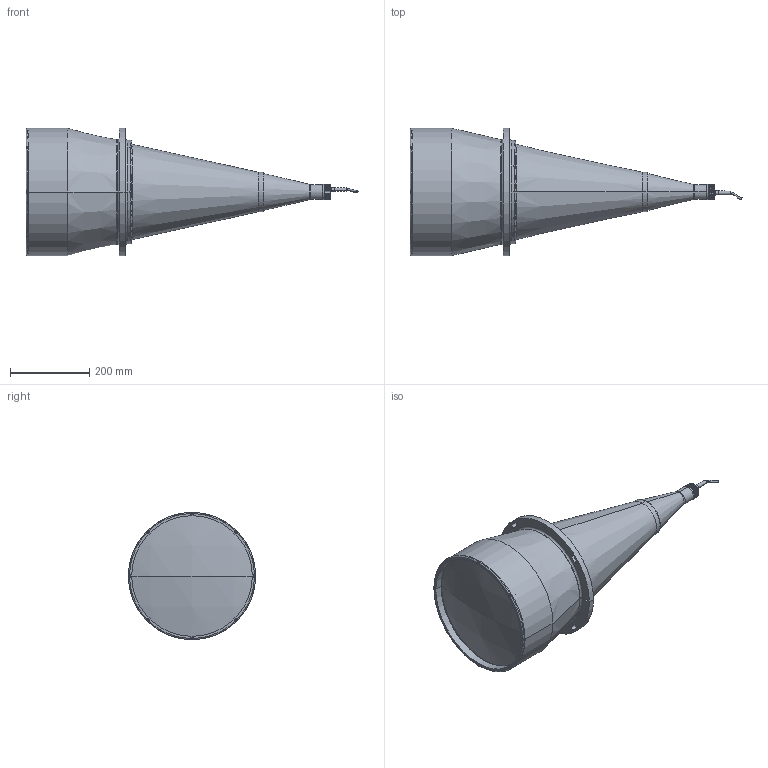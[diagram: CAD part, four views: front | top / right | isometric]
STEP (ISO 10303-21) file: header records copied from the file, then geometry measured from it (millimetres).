
FILE_DESCRIPTION (( 'STEP AP214' ), '1' );
FILE_NAME ('LTCLHP240.STEP', '2014-02-20T14:38:36', ( '' ), ( '' ), 'SwSTEP 2.0', 'SolidWorks 2013', '' );
FILE_SCHEMA (( 'AUTOMOTIVE_DESIGN' ));
Length unit declared in the file: millimetre
Products named in the file (1): LTCLHP240
Bounding box: 839.9 x 322 x 322 mm (x, y, z)
Surface area: 706944.7 mm2 (no closed solid volume)
Topology: 0 solids, 36 shells, 345 faces, 1166 edges, 839 vertices
Faces by surface type: cylinder 141, plane 127, torus 51, cone 16, bspline 8, sphere 2
Entity records: 17931 total; most frequent: CARTESIAN_POINT 3743, DIRECTION 2326, ORIENTED_EDGE 1868, EDGE_CURVE 1166, AXIS2_PLACEMENT_3D 896, VERTEX_POINT 839, CIRCLE 558, LINE 534
